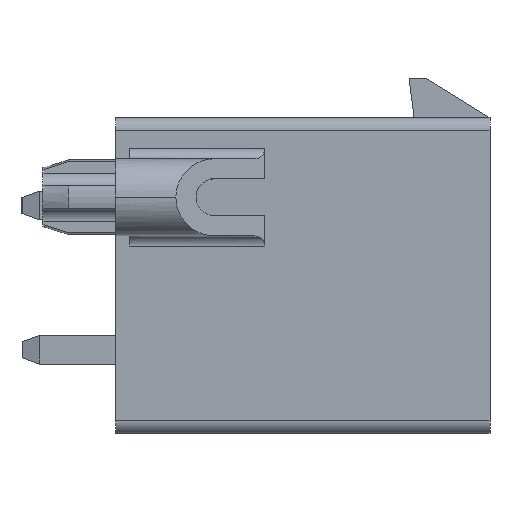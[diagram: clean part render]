
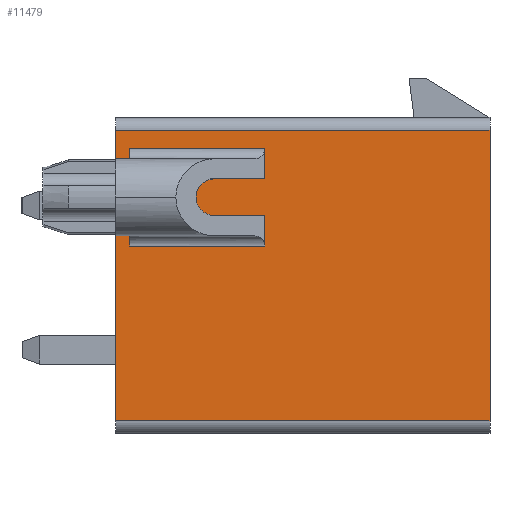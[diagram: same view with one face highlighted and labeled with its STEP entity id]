
A CAD part, left-side view. The second image highlights one B-rep face of the part: STEP entity #11479.
In plain terms, the highlighted planar face has unit normal (-1, 0, 0).
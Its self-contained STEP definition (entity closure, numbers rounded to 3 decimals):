
#2621=ORIENTED_EDGE('',*,*,#3949,.T.);
#2622=ORIENTED_EDGE('',*,*,#4881,.F.);
#2623=ORIENTED_EDGE('',*,*,#4882,.T.);
#2624=ORIENTED_EDGE('',*,*,#3993,.T.);
#2625=ORIENTED_EDGE('',*,*,#4883,.T.);
#2626=ORIENTED_EDGE('',*,*,#4884,.F.);
#2627=ORIENTED_EDGE('',*,*,#4885,.F.);
#2628=ORIENTED_EDGE('',*,*,#4886,.T.);
#2629=ORIENTED_EDGE('',*,*,#4887,.T.);
#2630=ORIENTED_EDGE('',*,*,#3984,.T.);
#2631=ORIENTED_EDGE('',*,*,#4888,.T.);
#2632=ORIENTED_EDGE('',*,*,#4889,.T.);
#2633=ORIENTED_EDGE('',*,*,#3936,.T.);
#2634=ORIENTED_EDGE('',*,*,#4890,.T.);
#2635=ORIENTED_EDGE('',*,*,#4873,.F.);
#2636=ORIENTED_EDGE('',*,*,#4891,.T.);
#3936=EDGE_CURVE('',#5563,#5562,#6523,.T.);
#3949=EDGE_CURVE('',#5576,#5575,#6530,.T.);
#3984=EDGE_CURVE('',#5605,#5604,#6554,.F.);
#3993=EDGE_CURVE('',#5610,#5611,#6560,.T.);
#4873=EDGE_CURVE('',#6120,#6121,#7394,.T.);
#4881=EDGE_CURVE('',#6128,#5575,#7399,.T.);
#4882=EDGE_CURVE('',#6128,#5610,#7400,.T.);
#4883=EDGE_CURVE('',#5611,#6129,#7401,.T.);
#4884=EDGE_CURVE('',#6130,#6129,#7402,.T.);
#4885=EDGE_CURVE('',#6131,#6130,#7403,.T.);
#4886=EDGE_CURVE('',#6131,#6132,#7404,.T.);
#4887=EDGE_CURVE('',#6132,#5605,#7405,.T.);
#4888=EDGE_CURVE('',#5604,#6133,#7406,.T.);
#4889=EDGE_CURVE('',#6133,#5563,#7407,.T.);
#4890=EDGE_CURVE('',#5562,#6121,#7408,.T.);
#4891=EDGE_CURVE('',#6120,#5576,#7409,.F.);
#5562=VERTEX_POINT('',#16286);
#5563=VERTEX_POINT('',#16288);
#5575=VERTEX_POINT('',#16312);
#5576=VERTEX_POINT('',#16314);
#5604=VERTEX_POINT('',#16382);
#5605=VERTEX_POINT('',#16384);
#5610=VERTEX_POINT('',#16398);
#5611=VERTEX_POINT('',#16400);
#6120=VERTEX_POINT('',#18192);
#6121=VERTEX_POINT('',#18194);
#6128=VERTEX_POINT('',#18210);
#6129=VERTEX_POINT('',#18213);
#6130=VERTEX_POINT('',#18215);
#6131=VERTEX_POINT('',#18217);
#6132=VERTEX_POINT('',#18219);
#6133=VERTEX_POINT('',#18222);
#6523=LINE('',#16287,#7953);
#6530=LINE('',#16313,#7960);
#6554=LINE('',#16383,#7984);
#6560=LINE('',#16401,#7990);
#7394=LINE('',#18193,#8824);
#7399=LINE('',#18209,#8829);
#7400=LINE('',#18211,#8830);
#7401=LINE('',#18212,#8831);
#7402=LINE('',#18214,#8832);
#7403=LINE('',#18216,#8833);
#7404=LINE('',#18218,#8834);
#7405=LINE('',#18220,#8835);
#7406=LINE('',#18221,#8836);
#7407=LINE('',#18223,#8837);
#7408=LINE('',#18224,#8838);
#7409=LINE('',#18225,#8839);
#7953=VECTOR('',#12948,1000.);
#7960=VECTOR('',#12967,1000.);
#7984=VECTOR('',#13025,1000.);
#7990=VECTOR('',#13041,1000.);
#8824=VECTOR('',#14773,1000.);
#8829=VECTOR('',#14786,1000.);
#8830=VECTOR('',#14787,1000.);
#8831=VECTOR('',#14788,1000.);
#8832=VECTOR('',#14789,1000.);
#8833=VECTOR('',#14790,1000.);
#8834=VECTOR('',#14791,1000.);
#8835=VECTOR('',#14792,1000.);
#8836=VECTOR('',#14793,1000.);
#8837=VECTOR('',#14794,1000.);
#8838=VECTOR('',#14795,1000.);
#8839=VECTOR('',#14796,1000.);
#9606=EDGE_LOOP('',(#2621,#2622,#2623,#2624,#2625,#2626,#2627,#2628,#2629,
#2630,#2631,#2632,#2633,#2634,#2635,#2636));
#10301=FACE_BOUND('',#9606,.T.);
#10888=PLANE('',#12279);
#11479=ADVANCED_FACE('',(#10301),#10888,.T.);
#12279=AXIS2_PLACEMENT_3D('',#18208,#14784,#14785);
#12948=DIRECTION('',(0.,0.,-1.));
#12967=DIRECTION('',(0.,0.,-1.));
#13025=DIRECTION('',(0.,-1.,0.));
#13041=DIRECTION('',(0.,-1.,0.));
#14773=DIRECTION('',(0.,0.,-1.));
#14784=DIRECTION('',(-1.,0.,0.));
#14785=DIRECTION('',(0.,0.,1.));
#14786=DIRECTION('',(0.,1.,0.));
#14787=DIRECTION('',(0.,0.,1.));
#14788=DIRECTION('',(0.,0.,-1.));
#14789=DIRECTION('',(0.,-1.,0.));
#14790=DIRECTION('',(0.,0.,1.));
#14791=DIRECTION('',(0.,-1.,0.));
#14792=DIRECTION('',(0.,0.,-1.));
#14793=DIRECTION('',(0.,0.,1.));
#14794=DIRECTION('',(0.,1.,0.));
#14795=DIRECTION('',(0.,-1.,0.));
#14796=DIRECTION('',(0.,-1.,0.));
#16286=CARTESIAN_POINT('',(-17.425,14.8,-5.74));
#16287=CARTESIAN_POINT('',(-17.425,14.8,6.24));
#16288=CARTESIAN_POINT('',(-17.425,14.8,2.62));
#16312=CARTESIAN_POINT('',(-17.425,14.8,3.57));
#16313=CARTESIAN_POINT('',(-17.425,14.8,6.24));
#16314=CARTESIAN_POINT('',(-17.425,14.8,5.74));
#16382=CARTESIAN_POINT('',(-17.425,14.25,1.17));
#16383=CARTESIAN_POINT('',(-17.425,14.8,1.17));
#16384=CARTESIAN_POINT('',(-17.425,8.9,1.17));
#16398=CARTESIAN_POINT('',(-17.425,14.25,5.02));
#16400=CARTESIAN_POINT('',(-17.425,8.9,5.02));
#16401=CARTESIAN_POINT('',(-17.425,8.9,5.02));
#18192=CARTESIAN_POINT('',(-17.425,0.,5.74));
#18193=CARTESIAN_POINT('',(-17.425,0.,6.24));
#18194=CARTESIAN_POINT('',(-17.425,0.,-5.74));
#18208=CARTESIAN_POINT('',(-17.425,14.8,6.24));
#18209=CARTESIAN_POINT('',(-17.425,14.25,3.57));
#18210=CARTESIAN_POINT('',(-17.425,14.25,3.57));
#18211=CARTESIAN_POINT('',(-17.425,14.25,5.02));
#18212=CARTESIAN_POINT('',(-17.425,8.9,4.62));
#18213=CARTESIAN_POINT('',(-17.425,8.9,3.825));
#18214=CARTESIAN_POINT('',(-17.425,13.,3.825));
#18215=CARTESIAN_POINT('',(-17.425,13.,3.825));
#18216=CARTESIAN_POINT('',(-17.425,13.,2.375));
#18217=CARTESIAN_POINT('',(-17.425,13.,2.375));
#18218=CARTESIAN_POINT('',(-17.425,13.,2.375));
#18219=CARTESIAN_POINT('',(-17.425,8.9,2.375));
#18220=CARTESIAN_POINT('',(-17.425,8.9,4.62));
#18221=CARTESIAN_POINT('',(-17.425,14.25,1.17));
#18222=CARTESIAN_POINT('',(-17.425,14.25,2.62));
#18223=CARTESIAN_POINT('',(-17.425,14.25,2.62));
#18224=CARTESIAN_POINT('',(-17.425,14.8,-5.74));
#18225=CARTESIAN_POINT('',(-17.425,14.8,5.74));
